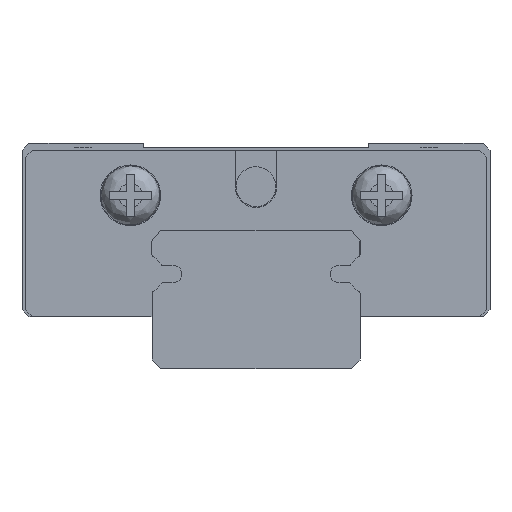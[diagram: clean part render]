
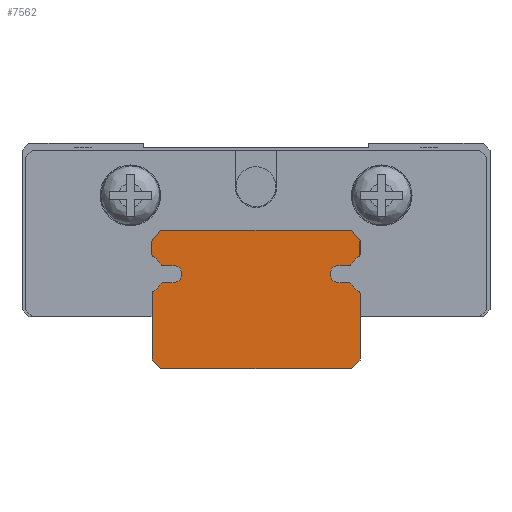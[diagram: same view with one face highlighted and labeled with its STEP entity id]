
A CAD part, front view. The second image highlights one B-rep face of the part: STEP entity #7562.
In plain terms, the highlighted planar face has unit normal (0, -1, 0).
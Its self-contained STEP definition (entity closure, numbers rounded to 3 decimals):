
#460=PLANE('',#8304);
#991=FACE_OUTER_BOUND('',#1456,.T.);
#1456=EDGE_LOOP('',(#6969,#6970,#6971,#6972,#6973,#6974,#6975,#6976,#6977,
#6978,#6979,#6980,#6981,#6982,#6983,#6984,#6985,#6986,#6987,#6988,#6989,
#6990,#6991,#6992,#6993,#6994,#6995,#6996));
#2063=LINE('',#12533,#2736);
#2128=LINE('',#12943,#2801);
#2129=LINE('',#12945,#2802);
#2130=LINE('',#12947,#2803);
#2131=LINE('',#12955,#2804);
#2132=LINE('',#12959,#2805);
#2133=LINE('',#12967,#2806);
#2134=LINE('',#12968,#2807);
#2135=LINE('',#12970,#2808);
#2136=LINE('',#12972,#2809);
#2137=LINE('',#12980,#2810);
#2138=LINE('',#12984,#2811);
#2139=LINE('',#12992,#2812);
#2140=LINE('',#12993,#2813);
#2736=VECTOR('',#9880,10.);
#2801=VECTOR('',#10375,10.);
#2802=VECTOR('',#10376,10.);
#2803=VECTOR('',#10377,10.);
#2804=VECTOR('',#10384,10.);
#2805=VECTOR('',#10387,10.);
#2806=VECTOR('',#10394,10.);
#2807=VECTOR('',#10395,10.);
#2808=VECTOR('',#10396,10.);
#2809=VECTOR('',#10397,10.);
#2810=VECTOR('',#10404,10.);
#2811=VECTOR('',#10407,10.);
#2812=VECTOR('',#10414,10.);
#2813=VECTOR('',#10415,10.);
#3174=CIRCLE('',#8305,0.16);
#3175=CIRCLE('',#8306,1.14);
#3176=CIRCLE('',#8307,0.16);
#3177=CIRCLE('',#8308,0.5);
#3178=CIRCLE('',#8309,0.16);
#3179=CIRCLE('',#8310,1.14);
#3180=CIRCLE('',#8311,0.16);
#3181=CIRCLE('',#8312,0.16);
#3182=CIRCLE('',#8313,1.14);
#3183=CIRCLE('',#8314,0.16);
#3184=CIRCLE('',#8315,0.5);
#3185=CIRCLE('',#8316,0.16);
#3186=CIRCLE('',#8317,1.14);
#3187=CIRCLE('',#8318,0.16);
#3737=VERTEX_POINT('',#12526);
#3740=VERTEX_POINT('',#12531);
#3869=VERTEX_POINT('',#12941);
#3870=VERTEX_POINT('',#12942);
#3871=VERTEX_POINT('',#12944);
#3872=VERTEX_POINT('',#12946);
#3873=VERTEX_POINT('',#12948);
#3874=VERTEX_POINT('',#12950);
#3875=VERTEX_POINT('',#12952);
#3876=VERTEX_POINT('',#12954);
#3877=VERTEX_POINT('',#12956);
#3878=VERTEX_POINT('',#12958);
#3879=VERTEX_POINT('',#12960);
#3880=VERTEX_POINT('',#12962);
#3881=VERTEX_POINT('',#12964);
#3882=VERTEX_POINT('',#12966);
#3883=VERTEX_POINT('',#12969);
#3884=VERTEX_POINT('',#12971);
#3885=VERTEX_POINT('',#12973);
#3886=VERTEX_POINT('',#12975);
#3887=VERTEX_POINT('',#12977);
#3888=VERTEX_POINT('',#12979);
#3889=VERTEX_POINT('',#12981);
#3890=VERTEX_POINT('',#12983);
#3891=VERTEX_POINT('',#12985);
#3892=VERTEX_POINT('',#12987);
#3893=VERTEX_POINT('',#12989);
#3894=VERTEX_POINT('',#12991);
#4726=EDGE_CURVE('',#3737,#3740,#2063,.T.);
#4919=EDGE_CURVE('',#3869,#3870,#2128,.T.);
#4920=EDGE_CURVE('',#3870,#3871,#2129,.T.);
#4921=EDGE_CURVE('',#3871,#3872,#2130,.T.);
#4922=EDGE_CURVE('',#3872,#3873,#3174,.T.);
#4923=EDGE_CURVE('',#3873,#3874,#3175,.T.);
#4924=EDGE_CURVE('',#3874,#3875,#3176,.T.);
#4925=EDGE_CURVE('',#3875,#3876,#2131,.T.);
#4926=EDGE_CURVE('',#3876,#3877,#3177,.T.);
#4927=EDGE_CURVE('',#3877,#3878,#2132,.T.);
#4928=EDGE_CURVE('',#3878,#3879,#3178,.T.);
#4929=EDGE_CURVE('',#3879,#3880,#3179,.T.);
#4930=EDGE_CURVE('',#3880,#3881,#3180,.T.);
#4931=EDGE_CURVE('',#3881,#3882,#2133,.T.);
#4932=EDGE_CURVE('',#3882,#3737,#2134,.T.);
#4933=EDGE_CURVE('',#3740,#3883,#2135,.T.);
#4934=EDGE_CURVE('',#3883,#3884,#2136,.T.);
#4935=EDGE_CURVE('',#3884,#3885,#3181,.T.);
#4936=EDGE_CURVE('',#3885,#3886,#3182,.T.);
#4937=EDGE_CURVE('',#3886,#3887,#3183,.T.);
#4938=EDGE_CURVE('',#3887,#3888,#2137,.T.);
#4939=EDGE_CURVE('',#3888,#3889,#3184,.T.);
#4940=EDGE_CURVE('',#3889,#3890,#2138,.T.);
#4941=EDGE_CURVE('',#3890,#3891,#3185,.T.);
#4942=EDGE_CURVE('',#3891,#3892,#3186,.T.);
#4943=EDGE_CURVE('',#3892,#3893,#3187,.T.);
#4944=EDGE_CURVE('',#3893,#3894,#2139,.T.);
#4945=EDGE_CURVE('',#3894,#3869,#2140,.T.);
#6969=ORIENTED_EDGE('',*,*,#4919,.T.);
#6970=ORIENTED_EDGE('',*,*,#4920,.T.);
#6971=ORIENTED_EDGE('',*,*,#4921,.T.);
#6972=ORIENTED_EDGE('',*,*,#4922,.T.);
#6973=ORIENTED_EDGE('',*,*,#4923,.T.);
#6974=ORIENTED_EDGE('',*,*,#4924,.T.);
#6975=ORIENTED_EDGE('',*,*,#4925,.T.);
#6976=ORIENTED_EDGE('',*,*,#4926,.T.);
#6977=ORIENTED_EDGE('',*,*,#4927,.T.);
#6978=ORIENTED_EDGE('',*,*,#4928,.T.);
#6979=ORIENTED_EDGE('',*,*,#4929,.T.);
#6980=ORIENTED_EDGE('',*,*,#4930,.T.);
#6981=ORIENTED_EDGE('',*,*,#4931,.T.);
#6982=ORIENTED_EDGE('',*,*,#4932,.T.);
#6983=ORIENTED_EDGE('',*,*,#4726,.T.);
#6984=ORIENTED_EDGE('',*,*,#4933,.T.);
#6985=ORIENTED_EDGE('',*,*,#4934,.T.);
#6986=ORIENTED_EDGE('',*,*,#4935,.T.);
#6987=ORIENTED_EDGE('',*,*,#4936,.T.);
#6988=ORIENTED_EDGE('',*,*,#4937,.T.);
#6989=ORIENTED_EDGE('',*,*,#4938,.T.);
#6990=ORIENTED_EDGE('',*,*,#4939,.T.);
#6991=ORIENTED_EDGE('',*,*,#4940,.T.);
#6992=ORIENTED_EDGE('',*,*,#4941,.T.);
#6993=ORIENTED_EDGE('',*,*,#4942,.T.);
#6994=ORIENTED_EDGE('',*,*,#4943,.T.);
#6995=ORIENTED_EDGE('',*,*,#4944,.T.);
#6996=ORIENTED_EDGE('',*,*,#4945,.T.);
#7562=ADVANCED_FACE('',(#991),#460,.F.);
#8304=AXIS2_PLACEMENT_3D('',#12940,#10373,#10374);
#8305=AXIS2_PLACEMENT_3D('',#12949,#10378,#10379);
#8306=AXIS2_PLACEMENT_3D('',#12951,#10380,#10381);
#8307=AXIS2_PLACEMENT_3D('',#12953,#10382,#10383);
#8308=AXIS2_PLACEMENT_3D('',#12957,#10385,#10386);
#8309=AXIS2_PLACEMENT_3D('',#12961,#10388,#10389);
#8310=AXIS2_PLACEMENT_3D('',#12963,#10390,#10391);
#8311=AXIS2_PLACEMENT_3D('',#12965,#10392,#10393);
#8312=AXIS2_PLACEMENT_3D('',#12974,#10398,#10399);
#8313=AXIS2_PLACEMENT_3D('',#12976,#10400,#10401);
#8314=AXIS2_PLACEMENT_3D('',#12978,#10402,#10403);
#8315=AXIS2_PLACEMENT_3D('',#12982,#10405,#10406);
#8316=AXIS2_PLACEMENT_3D('',#12986,#10408,#10409);
#8317=AXIS2_PLACEMENT_3D('',#12988,#10410,#10411);
#8318=AXIS2_PLACEMENT_3D('',#12990,#10412,#10413);
#9880=DIRECTION('',(-1.,0.,0.));
#10373=DIRECTION('center_axis',(0.,1.,0.));
#10374=DIRECTION('ref_axis',(1.,0.,0.));
#10375=DIRECTION('',(1.,0.,0.));
#10376=DIRECTION('',(0.707,0.,0.707));
#10377=DIRECTION('',(0.,0.,1.));
#10378=DIRECTION('center_axis',(0.,-1.,0.));
#10379=DIRECTION('ref_axis',(0.489,0.,0.872));
#10380=DIRECTION('center_axis',(0.,1.,0.));
#10381=DIRECTION('ref_axis',(-0.489,0.,-0.872));
#10382=DIRECTION('center_axis',(0.,-1.,0.));
#10383=DIRECTION('ref_axis',(0.,0.,1.));
#10384=DIRECTION('',(-1.,0.,0.));
#10385=DIRECTION('center_axis',(0.,1.,0.));
#10386=DIRECTION('ref_axis',(0.31,0.,-0.951));
#10387=DIRECTION('',(1.,0.,0.));
#10388=DIRECTION('center_axis',(0.,-1.,0.));
#10389=DIRECTION('ref_axis',(0.872,0.,-0.489));
#10390=DIRECTION('center_axis',(0.,1.,0.));
#10391=DIRECTION('ref_axis',(-0.872,0.,0.489));
#10392=DIRECTION('center_axis',(0.,-1.,0.));
#10393=DIRECTION('ref_axis',(1.,0.,0.));
#10394=DIRECTION('',(0.,0.,1.));
#10395=DIRECTION('',(-0.648,0.,0.762));
#10396=DIRECTION('',(-0.648,0.,-0.762));
#10397=DIRECTION('',(0.,0.,-1.));
#10398=DIRECTION('center_axis',(0.,-1.,0.));
#10399=DIRECTION('ref_axis',(-0.489,0.,-0.872));
#10400=DIRECTION('center_axis',(0.,1.,0.));
#10401=DIRECTION('ref_axis',(0.489,0.,0.872));
#10402=DIRECTION('center_axis',(0.,-1.,0.));
#10403=DIRECTION('ref_axis',(0.,0.,-1.));
#10404=DIRECTION('',(1.,0.,0.));
#10405=DIRECTION('center_axis',(0.,1.,0.));
#10406=DIRECTION('ref_axis',(-0.31,0.,0.951));
#10407=DIRECTION('',(-1.,0.,0.));
#10408=DIRECTION('center_axis',(0.,-1.,0.));
#10409=DIRECTION('ref_axis',(-0.872,0.,0.489));
#10410=DIRECTION('center_axis',(0.,1.,0.));
#10411=DIRECTION('ref_axis',(0.872,0.,-0.489));
#10412=DIRECTION('center_axis',(0.,-1.,0.));
#10413=DIRECTION('ref_axis',(-1.,0.,0.));
#10414=DIRECTION('',(0.,0.,-1.));
#10415=DIRECTION('',(0.707,0.,-0.707));
#12526=CARTESIAN_POINT('',(5.5,-275.,8.));
#12531=CARTESIAN_POINT('',(-5.5,-275.,8.));
#12533=CARTESIAN_POINT('',(5.5,-275.,8.));
#12940=CARTESIAN_POINT('Origin',(0.,-275.,4.));
#12941=CARTESIAN_POINT('',(-5.5,-275.,0.));
#12942=CARTESIAN_POINT('',(5.5,-275.,0.));
#12943=CARTESIAN_POINT('',(5.5,-275.,0.));
#12944=CARTESIAN_POINT('',(6.,-275.,0.5));
#12945=CARTESIAN_POINT('',(5.5,-275.,0.));
#12946=CARTESIAN_POINT('',(6.,-275.,4.322));
#12947=CARTESIAN_POINT('',(6.,-275.,0.5));
#12948=CARTESIAN_POINT('',(5.918,-275.,4.461));
#12949=CARTESIAN_POINT('Origin',(5.84,-275.,4.322));
#12950=CARTESIAN_POINT('',(5.481,-275.,4.899));
#12951=CARTESIAN_POINT('Origin',(6.475,-275.,5.456));
#12952=CARTESIAN_POINT('',(5.341,-275.,4.981));
#12953=CARTESIAN_POINT('Origin',(5.341,-275.,4.821));
#12954=CARTESIAN_POINT('',(4.919,-275.,4.981));
#12955=CARTESIAN_POINT('',(5.341,-275.,4.981));
#12956=CARTESIAN_POINT('',(4.919,-275.,5.931));
#12957=CARTESIAN_POINT('Origin',(4.764,-275.,5.456));
#12958=CARTESIAN_POINT('',(5.341,-275.,5.931));
#12959=CARTESIAN_POINT('',(5.341,-275.,5.931));
#12960=CARTESIAN_POINT('',(5.481,-275.,6.013));
#12961=CARTESIAN_POINT('Origin',(5.341,-275.,6.091));
#12962=CARTESIAN_POINT('',(5.918,-275.,6.451));
#12963=CARTESIAN_POINT('Origin',(6.475,-275.,5.456));
#12964=CARTESIAN_POINT('',(6.,-275.,6.59));
#12965=CARTESIAN_POINT('Origin',(5.84,-275.,6.59));
#12966=CARTESIAN_POINT('',(6.,-275.,7.412));
#12967=CARTESIAN_POINT('',(6.,-275.,6.59));
#12968=CARTESIAN_POINT('',(6.,-275.,7.412));
#12969=CARTESIAN_POINT('',(-6.,-275.,7.412));
#12970=CARTESIAN_POINT('',(-6.,-275.,7.412));
#12971=CARTESIAN_POINT('',(-6.,-275.,6.59));
#12972=CARTESIAN_POINT('',(-6.,-275.,6.59));
#12973=CARTESIAN_POINT('',(-5.918,-275.,6.451));
#12974=CARTESIAN_POINT('Origin',(-5.84,-275.,6.59));
#12975=CARTESIAN_POINT('',(-5.481,-275.,6.013));
#12976=CARTESIAN_POINT('Origin',(-6.475,-275.,5.456));
#12977=CARTESIAN_POINT('',(-5.341,-275.,5.931));
#12978=CARTESIAN_POINT('Origin',(-5.341,-275.,6.091));
#12979=CARTESIAN_POINT('',(-4.919,-275.,5.931));
#12980=CARTESIAN_POINT('',(-4.919,-275.,5.931));
#12981=CARTESIAN_POINT('',(-4.919,-275.,4.981));
#12982=CARTESIAN_POINT('Origin',(-4.764,-275.,5.456));
#12983=CARTESIAN_POINT('',(-5.341,-275.,4.981));
#12984=CARTESIAN_POINT('',(-4.919,-275.,4.981));
#12985=CARTESIAN_POINT('',(-5.481,-275.,4.899));
#12986=CARTESIAN_POINT('Origin',(-5.341,-275.,4.821));
#12987=CARTESIAN_POINT('',(-5.918,-275.,4.461));
#12988=CARTESIAN_POINT('Origin',(-6.475,-275.,5.456));
#12989=CARTESIAN_POINT('',(-6.,-275.,4.322));
#12990=CARTESIAN_POINT('Origin',(-5.84,-275.,4.322));
#12991=CARTESIAN_POINT('',(-6.,-275.,0.5));
#12992=CARTESIAN_POINT('',(-6.,-275.,0.5));
#12993=CARTESIAN_POINT('',(-5.5,-275.,0.));
